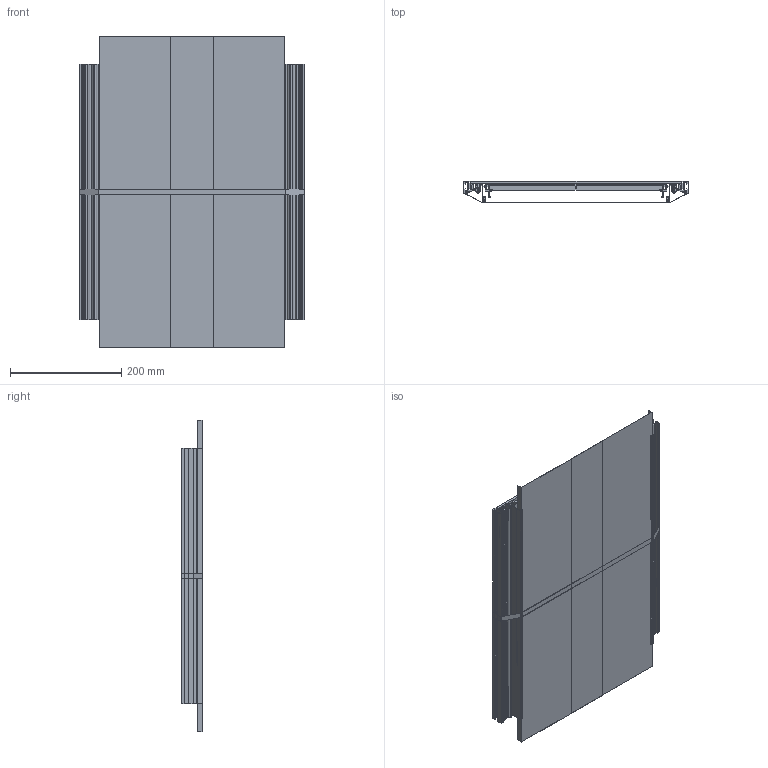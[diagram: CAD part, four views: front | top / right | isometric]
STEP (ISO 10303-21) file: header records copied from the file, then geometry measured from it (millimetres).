
FILE_DESCRIPTION (( 'STEP AP214' ), '1' );
FILE_NAME ('7424344.stp', '2021-03-29T07:28:01', ( '' ), ( '' ), 'SwSTEP 2.0', 'SolidWorks 2020', '' );
FILE_SCHEMA (( 'AUTOMOTIVE_DESIGN' ));
Length unit declared in the file: millimetre
Products named in the file (13): 43939AA_Gewebe geknickt f〉 Profil-Anbaueinheit-hergestellt aus 33076320-L=560mmx205mm; 7424344; 40738B_Standard; 43428E_Standard; P_30700584_4_Standard; 43953A_Standard; 35104457_Standard; P_0000004201_1_Standard; 43931C_Standard; 40737C_Standard; 43951A_Standard; 42955A_Standard
Assembly tree (18 placements, depth 3):
  7424344
    40738B_Standard
      43951A_Standard
      43939AA_Gewebe geknickt f〉 Profil-Anbaueinheit-hergestellt aus 33076320-L=560mmx205mm
    40738B_Standard
      43951A_Standard
      43939AA_Gewebe geknickt f〉 Profil-Anbaueinheit-hergestellt aus 33076320-L=560mmx205mm
    43953A_Standard  x2
    40737C_Standard
      43931C_Standard
      P_30700584_4_Standard
    43428E_Standard
    35104457_Standard  x4
    42955A_Standard
    P_0000004201_1_Standard
Bounding box: 403.5 x 39.1 x 560 mm (x, y, z)
Volume: 1107674.3 mm3; surface area: 1352928.5 mm2
Topology: 15 solids, 15 shells, 427 faces, 1157 edges, 766 vertices
Faces by surface type: plane 364, cylinder 47, cone 16
Entity records: 10173 total; most frequent: CARTESIAN_POINT 1537, ORIENTED_EDGE 1492, DIRECTION 1394, EDGE_CURVE 746, VECTOR 688, LINE 688, VERTEX_POINT 496, AXIS2_PLACEMENT_3D 353
